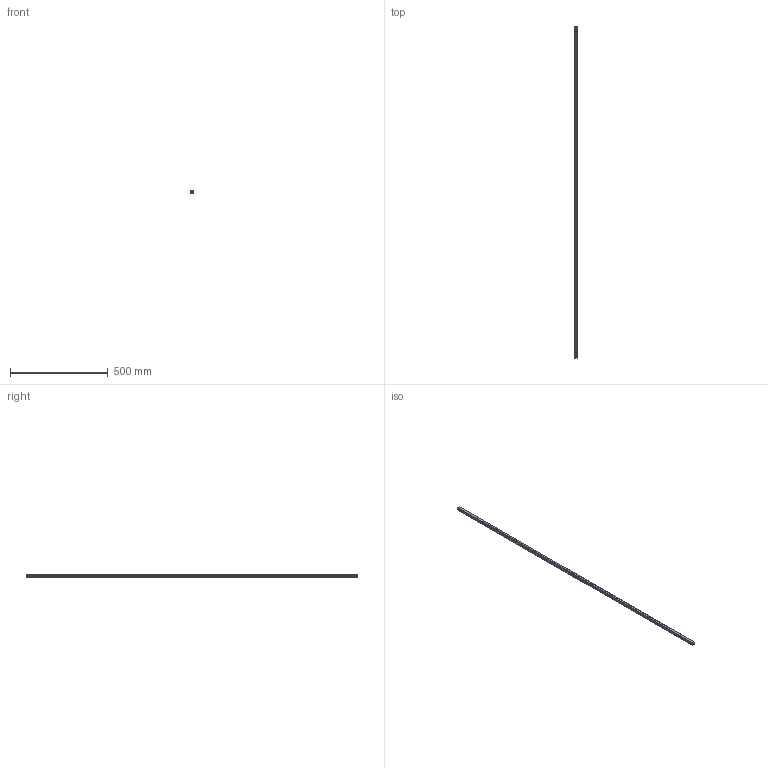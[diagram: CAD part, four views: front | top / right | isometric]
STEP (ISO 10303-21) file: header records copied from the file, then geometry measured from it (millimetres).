
FILE_DESCRIPTION(('STEP AP214'),'1');
FILE_NAME('cctmp_840EB0B8-67B6-4649-9C14-5915838C1006_2021_01_19_10_16_42_0732..stp','2021-01-19T09:16:42',('HIWIN GmbH'),('CADClick - www.CADClick.com'),'Spatial InterOp 3D',' ','unknown authorization');
FILE_SCHEMA(('AUTOMOTIVE_DESIGN'));
Length unit declared in the file: millimetre
Products named in the file (1): HGR15T1700C_FILE
Bounding box: 15 x 1700 x 15 mm (x, y, z)
Volume: 319026.1 mm3; surface area: 108074.7 mm2
Topology: 1 solids, 1 shells, 231 faces, 617 edges, 363 vertices
Faces by surface type: plane 89, cylinder 84, cone 58
Entity records: 8601 total; most frequent: DIRECTION 1191, CARTESIAN_POINT 1154, ORIENTED_EDGE 1118, EDGE_CURVE 559, AXIS2_PLACEMENT_3D 400, LINE 391, VECTOR 391, VERTEX_POINT 363
